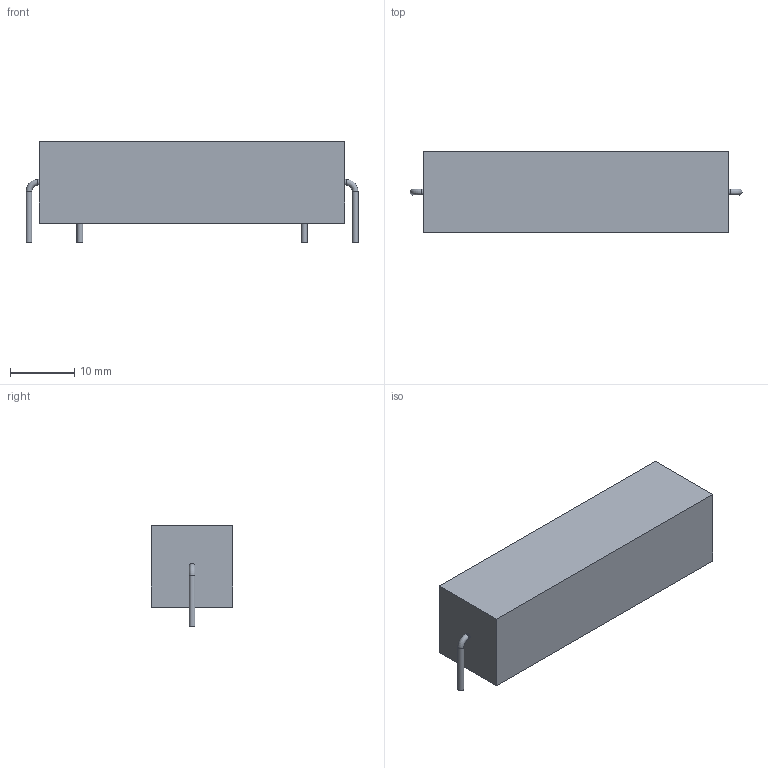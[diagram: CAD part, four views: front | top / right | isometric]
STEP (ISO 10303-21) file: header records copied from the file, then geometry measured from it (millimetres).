
FILE_DESCRIPTION(/* description */ ('model of R_Axial_Shunt_L47.6mm_W12.7mm_PS34.93mm_P50.80mm'),/* implementation_level */ '2;1');
FILE_NAME(/* name */ 'R_Axial_Shunt_L47.6mm_W12.7mm_PS34.93mm_P50.80mm.step',/* time_stamp */ '2017-10-31T21:41:58',/* author */ ('kicad StepUp','ksu'),/* organization */ ('FreeCAD'),/* preprocessor_version */ 'OCC',/* originating_system */ 'kicad StepUp',/* authorisation */ '');
FILE_SCHEMA(('AUTOMOTIVE_DESIGN_CC2 { 1 2 10303 214 -1 1 5 4 }'));
Length unit declared in the file: millimetre
Products named in the file (2): ASSEMBLY; R_Axial_Shunt_L476mm_W127mm_PS3493mm_P5080mm
Assembly tree (1 placements, depth 2):
  ASSEMBLY
    R_Axial_Shunt_L476mm_W127mm_PS3493mm_P5080mm
Bounding box: 51.71 x 12.7 x 15.7 mm (x, y, z)
Volume: 7694.9 mm3; surface area: 2817.4 mm2
Topology: 1 solids, 1 shells, 18 faces, 32 edges, 20 vertices
Faces by surface type: plane 10, cylinder 6, torus 2
Full cylindrical faces by diameter (mm): 0.914 x6
Entity records: 595 total; most frequent: DIRECTION 86, CARTESIAN_POINT 72, ORIENTED_EDGE 64, AXIS2_PLACEMENT_3D 34, EDGE_CURVE 32, FACE_BOUND 22, EDGE_LOOP 22, VERTEX_POINT 20
